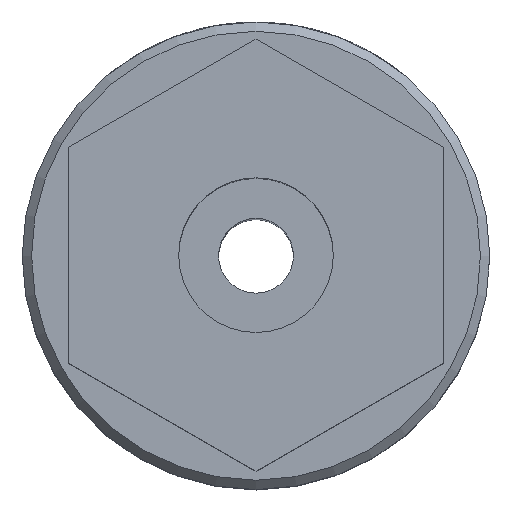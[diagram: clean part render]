
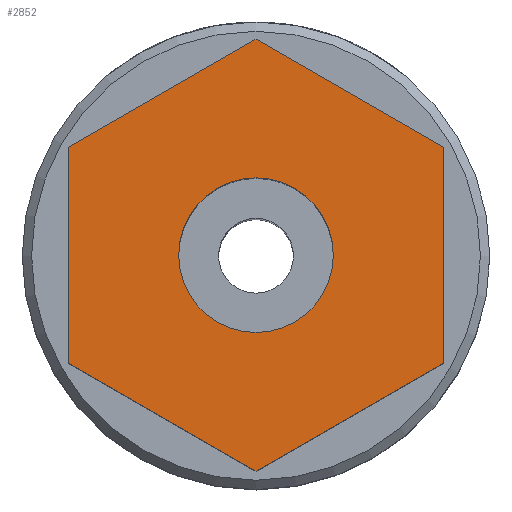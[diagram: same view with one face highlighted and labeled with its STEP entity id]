
A CAD part, top view. The second image highlights one B-rep face of the part: STEP entity #2852.
In plain terms, the highlighted planar face has unit normal (0, 0, 1).
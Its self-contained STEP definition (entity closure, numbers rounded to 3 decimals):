
#41=LINE('',#4081,#175);
#45=LINE('',#4089,#179);
#48=LINE('',#4095,#182);
#51=LINE('',#4101,#185);
#54=LINE('',#4107,#188);
#56=LINE('',#4110,#190);
#175=VECTOR('',#3167,1000.);
#179=VECTOR('',#3173,1000.);
#182=VECTOR('',#3178,1000.);
#185=VECTOR('',#3183,1000.);
#188=VECTOR('',#3188,1000.);
#190=VECTOR('',#3192,1000.);
#317=PLANE('',#2993);
#407=CIRCLE('',#2994,2.067);
#564=ORIENTED_EDGE('',*,*,#1149,.T.);
#565=ORIENTED_EDGE('',*,*,#1133,.T.);
#566=ORIENTED_EDGE('',*,*,#1137,.T.);
#567=ORIENTED_EDGE('',*,*,#1140,.T.);
#568=ORIENTED_EDGE('',*,*,#1143,.T.);
#569=ORIENTED_EDGE('',*,*,#1146,.T.);
#570=ORIENTED_EDGE('',*,*,#1148,.T.);
#1133=EDGE_CURVE('',#1431,#1430,#41,.T.);
#1137=EDGE_CURVE('',#1430,#1433,#45,.T.);
#1140=EDGE_CURVE('',#1433,#1435,#48,.T.);
#1143=EDGE_CURVE('',#1435,#1437,#51,.T.);
#1146=EDGE_CURVE('',#1437,#1439,#54,.T.);
#1148=EDGE_CURVE('',#1439,#1431,#56,.T.);
#1149=EDGE_CURVE('',#1440,#1440,#407,.T.);
#1430=VERTEX_POINT('',#4080);
#1431=VERTEX_POINT('',#4082);
#1433=VERTEX_POINT('',#4088);
#1435=VERTEX_POINT('',#4094);
#1437=VERTEX_POINT('',#4100);
#1439=VERTEX_POINT('',#4106);
#1440=VERTEX_POINT('',#4113);
#1684=EDGE_LOOP('',(#564));
#1685=EDGE_LOOP('',(#565,#566,#567,#568,#569,#570));
#1837=FACE_BOUND('',#1684,.T.);
#1838=FACE_BOUND('',#1685,.T.);
#2852=ADVANCED_FACE('',(#1837,#1838),#317,.T.);
#2993=AXIS2_PLACEMENT_3D('',#4111,#3193,#3194);
#2994=AXIS2_PLACEMENT_3D('',#4112,#3195,#3196);
#3167=DIRECTION('',(0.866,0.5,0.));
#3173=DIRECTION('',(0.,1.,0.));
#3178=DIRECTION('',(-0.866,0.5,0.));
#3183=DIRECTION('',(-0.866,-0.5,0.));
#3188=DIRECTION('',(0.,-1.,0.));
#3192=DIRECTION('',(0.866,-0.5,0.));
#3193=DIRECTION('',(0.,0.,1.));
#3194=DIRECTION('',(1.,0.,0.));
#3195=DIRECTION('',(0.,0.,-1.));
#3196=DIRECTION('',(0.,-1.,0.));
#4080=CARTESIAN_POINT('',(5.,-2.887,29.));
#4081=CARTESIAN_POINT('',(0.,-5.774,29.));
#4082=CARTESIAN_POINT('',(0.,-5.774,29.));
#4088=CARTESIAN_POINT('',(5.,2.887,29.));
#4089=CARTESIAN_POINT('',(5.,-2.887,29.));
#4094=CARTESIAN_POINT('',(0.,5.774,29.));
#4095=CARTESIAN_POINT('',(5.,2.887,29.));
#4100=CARTESIAN_POINT('',(-5.,2.887,29.));
#4101=CARTESIAN_POINT('',(0.,5.774,29.));
#4106=CARTESIAN_POINT('',(-5.,-2.887,29.));
#4107=CARTESIAN_POINT('',(-5.,2.887,29.));
#4110=CARTESIAN_POINT('',(-5.,-2.887,29.));
#4111=CARTESIAN_POINT('',(0.,0.,29.));
#4112=CARTESIAN_POINT('',(0.,0.,29.));
#4113=CARTESIAN_POINT('',(0.,-2.067,29.));
